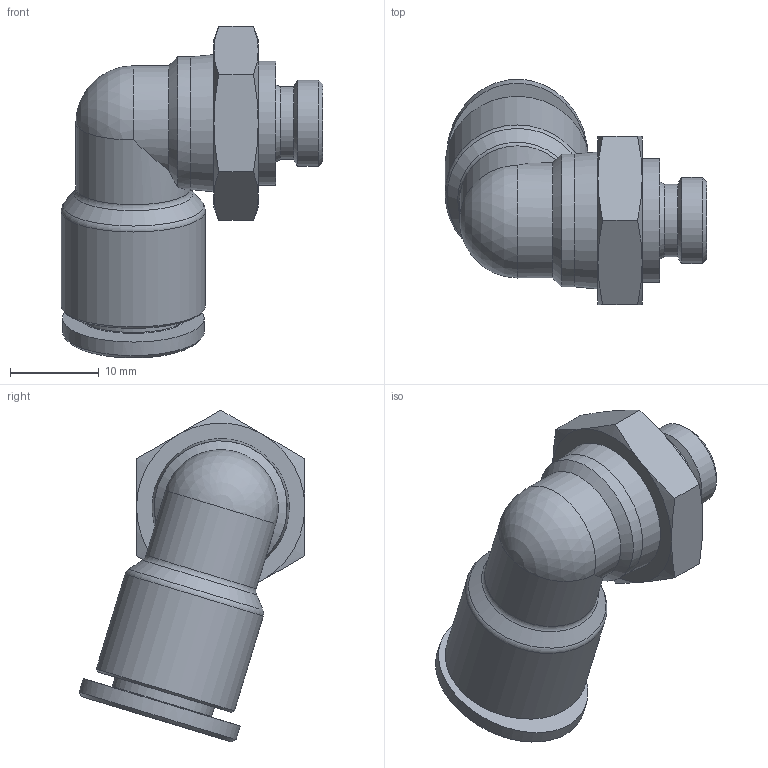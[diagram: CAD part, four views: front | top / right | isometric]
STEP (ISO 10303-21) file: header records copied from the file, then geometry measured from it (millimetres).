
FILE_DESCRIPTION(/* description */ ('Unknown'),/* implementation_level */ '2;1');
FILE_NAME(/* name */ 'P4G.10.1;8',/* time_stamp */ '2019-10-17T13:10:37-04:00',/* author */ ('Unknown'),/* organization */ ('Unknown'),/* preprocessor_version */ 'ST-DEVELOPER v16.7',/* originating_system */ 'DEX',/* authorisation */ $);
FILE_SCHEMA (('AUTOMOTIVE_DESIGN {1 0 10303 214 3 1 1}'));
Length unit declared in the file: millimetre
Products named in the file (3): P4G.10.1;8; FILET P4G.1;8G&; COUDE P4G.10
Assembly tree (2 placements, depth 2):
  P4G.10.1;8
    FILET P4G.1;8G&
    COUDE P4G.10
Bounding box: 29.55 x 25.48 x 37.46 mm (x, y, z)
Volume: 6148.4 mm3; surface area: 4187.6 mm2
Topology: 2 solids, 2 shells, 444 faces, 1243 edges, 820 vertices
Faces by surface type: plane 399, cone 24, cylinder 12, bspline 6, torus 2, sphere 1
Full cylindrical faces by diameter (mm): 6.2 x1, 8.2 x1, 9.728 x1, 10.2 x1, 11.7 x1, 13 x1, 14 x1, 15 x1, 16.3 x1
Entity records: 14193 total; most frequent: CARTESIAN_POINT 2905, ORIENTED_EDGE 2430, DIRECTION 2099, EDGE_CURVE 1215, LINE 1117, VECTOR 1117, VERTEX_POINT 816, AXIS2_PLACEMENT_3D 491
